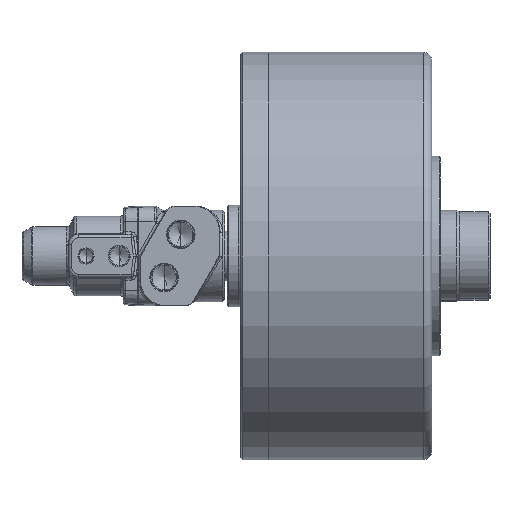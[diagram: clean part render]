
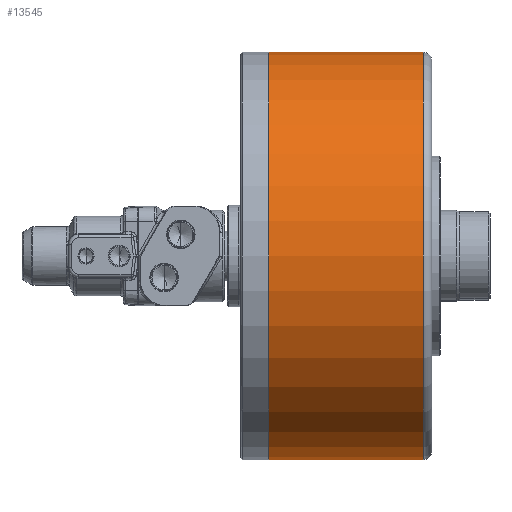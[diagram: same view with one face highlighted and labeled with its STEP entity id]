
A CAD part, front view. The second image highlights one B-rep face of the part: STEP entity #13545.
In plain terms, the highlighted cylindrical face has radius 122.5 mm (diameter 245 mm), a partial arc.
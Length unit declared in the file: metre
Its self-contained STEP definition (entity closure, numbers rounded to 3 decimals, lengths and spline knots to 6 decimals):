
#6038 = DIRECTION ( 'NONE',  ( -1., 0., 0. ) ) ;
#6039 = DIRECTION ( 'NONE',  ( 0., 0., 1. ) ) ;
#6042 = FACE_OUTER_BOUND ( 'NONE', #13437, .T. ) ;
#6043 = DIRECTION ( 'NONE',  ( 0., 0., 1. ) ) ;
#6045 = CARTESIAN_POINT ( 'NONE',  ( 0., 0., 0. ) ) ;
#6046 = AXIS2_PLACEMENT_3D ( 'NONE', #6045, #6038, #6039 ) ;
#6053 = DIRECTION ( 'NONE',  ( -1., 0., 0. ) ) ;
#6054 = CARTESIAN_POINT ( 'NONE',  ( 0., 0., 0. ) ) ;
#6057 = AXIS2_PLACEMENT_3D ( 'NONE', #6054, #6053, #6043 ) ;
#6058 = CIRCLE ( 'NONE', #6057, 0.1225 ) ;
#6060 = CYLINDRICAL_SURFACE ( 'NONE', #6046, 0.1225 ) ;
#9398 = CARTESIAN_POINT ( 'NONE',  ( 0., 0., -0.1225 ) ) ;
#10553 = DIRECTION ( 'NONE',  ( -1., 0., 0. ) ) ;
#10575 = VECTOR ( 'NONE', #10553, 1. ) ;
#10576 = CARTESIAN_POINT ( 'NONE',  ( 0., 0., 0.1225 ) ) ;
#10577 = LINE ( 'NONE', #10576, #10575 ) ;
#11159 = CARTESIAN_POINT ( 'NONE',  ( 0., 0., 0.1225 ) ) ;
#11242 = DIRECTION ( 'NONE',  ( -1., 0., 0. ) ) ;
#11243 = VECTOR ( 'NONE', #11242, 1. ) ;
#11244 = CARTESIAN_POINT ( 'NONE',  ( 0., 0., -0.1225 ) ) ;
#11245 = LINE ( 'NONE', #11244, #11243 ) ;
#12918 = VERTEX_POINT ( 'NONE', #9398 ) ;
#13031 = EDGE_CURVE ( 'NONE', #20648, #12918, #11245, .T. ) ;
#13046 = EDGE_CURVE ( 'NONE', #20681, #13100, #10577, .T. ) ;
#13100 = VERTEX_POINT ( 'NONE', #11159 ) ;
#13435 = EDGE_CURVE ( 'NONE', #20648, #20681, #13448, .T. ) ;
#13437 = EDGE_LOOP ( 'NONE', ( #13514, #13441, #13481, #13525 ) ) ;
#13441 = ORIENTED_EDGE ( 'NONE', *, *, #13435, .T. ) ;
#13443 = DIRECTION ( 'NONE',  ( -1., 0., 0. ) ) ;
#13448 = CIRCLE ( 'NONE', #13470, 0.1225 ) ;
#13451 = DIRECTION ( 'NONE',  ( 0., 0., 1. ) ) ;
#13467 = CARTESIAN_POINT ( 'NONE',  ( 0.093, 0., 0. ) ) ;
#13470 = AXIS2_PLACEMENT_3D ( 'NONE', #13467, #13443, #13451 ) ;
#13481 = ORIENTED_EDGE ( 'NONE', *, *, #13046, .T. ) ;
#13514 = ORIENTED_EDGE ( 'NONE', *, *, #13031, .F. ) ;
#13525 = ORIENTED_EDGE ( 'NONE', *, *, #13546, .F. ) ;
#13545 = ADVANCED_FACE ( 'NONE', ( #6042 ), #6060, .T. ) ;
#13546 = EDGE_CURVE ( 'NONE', #12918, #13100, #6058, .T. ) ;
#20648 = VERTEX_POINT ( 'NONE', #22308 ) ;
#20681 = VERTEX_POINT ( 'NONE', #22362 ) ;
#22308 = CARTESIAN_POINT ( 'NONE',  ( 0.093, 0., -0.1225 ) ) ;
#22362 = CARTESIAN_POINT ( 'NONE',  ( 0.093, 0., 0.1225 ) ) ;
